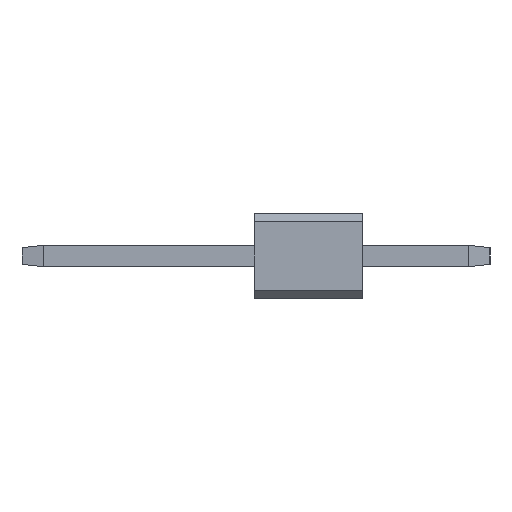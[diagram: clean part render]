
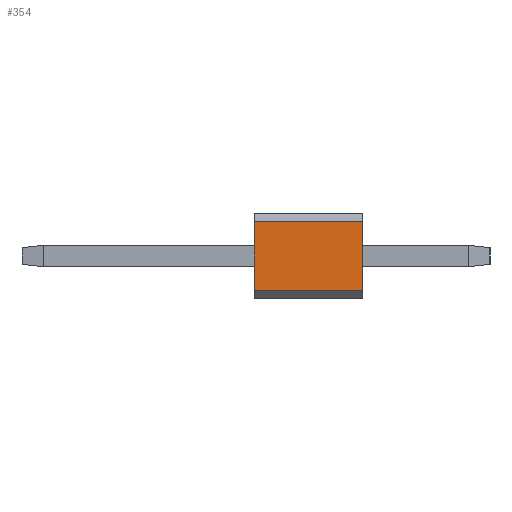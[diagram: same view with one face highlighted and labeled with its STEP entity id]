
A CAD part, left-side view. The second image highlights one B-rep face of the part: STEP entity #354.
In plain terms, the highlighted planar face has unit normal (-1, 0, 0).
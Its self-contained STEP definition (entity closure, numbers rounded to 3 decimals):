
#102 = CARTESIAN_POINT ( 'NONE',  ( -0.2, 0., -0.2 ) ) ;
#312 = ORIENTED_EDGE ( 'NONE', *, *, #340, .F. ) ;
#324 = VERTEX_POINT ( 'NONE', #625 ) ;
#325 = ORIENTED_EDGE ( 'NONE', *, *, #347, .T. ) ;
#330 = EDGE_CURVE ( 'NONE', #324, #336, #658, .T. ) ;
#336 = VERTEX_POINT ( 'NONE', #657 ) ;
#340 = EDGE_CURVE ( 'NONE', #324, #587, #685, .T. ) ;
#347 = EDGE_CURVE ( 'NONE', #336, #602, #785, .T. ) ;
#353 = EDGE_LOOP ( 'NONE', ( #325, #615, #312, #370 ) ) ;
#354 = ADVANCED_FACE ( 'NONE', ( #751 ), #713, .F. ) ;
#370 = ORIENTED_EDGE ( 'NONE', *, *, #330, .T. ) ;
#584 = EDGE_CURVE ( 'NONE', #587, #602, #1033, .T. ) ;
#587 = VERTEX_POINT ( 'NONE', #1036 ) ;
#602 = VERTEX_POINT ( 'NONE', #102 ) ;
#615 = ORIENTED_EDGE ( 'NONE', *, *, #584, .F. ) ;
#624 = VECTOR ( 'NONE', #632, 1000. ) ;
#625 = CARTESIAN_POINT ( 'NONE',  ( -0.2, 2.54, -1.8 ) ) ;
#629 = VECTOR ( 'NONE', #637, 1000. ) ;
#632 = DIRECTION ( 'NONE',  ( 0., -1., 0. ) ) ;
#633 = CARTESIAN_POINT ( 'NONE',  ( -0.2, 2.54, -1.8 ) ) ;
#637 = DIRECTION ( 'NONE',  ( 0., 0., 1. ) ) ;
#638 = CARTESIAN_POINT ( 'NONE',  ( -0.2, 2.54, -1.8 ) ) ;
#657 = CARTESIAN_POINT ( 'NONE',  ( -0.2, 0., -1.8 ) ) ;
#658 = LINE ( 'NONE', #633, #624 ) ;
#685 = LINE ( 'NONE', #638, #629 ) ;
#713 = PLANE ( 'NONE',  #763 ) ;
#729 = DIRECTION ( 'NONE',  ( 0., 0., 1. ) ) ;
#742 = DIRECTION ( 'NONE',  ( 1., 0., 0. ) ) ;
#751 = FACE_OUTER_BOUND ( 'NONE', #353, .T. ) ;
#753 = CARTESIAN_POINT ( 'NONE',  ( -0.2, 2.54, -1.8 ) ) ;
#760 = CARTESIAN_POINT ( 'NONE',  ( -0.2, 0., -1.8 ) ) ;
#763 = AXIS2_PLACEMENT_3D ( 'NONE', #753, #742, #776 ) ;
#776 = DIRECTION ( 'NONE',  ( 0., 0., -1. ) ) ;
#778 = VECTOR ( 'NONE', #729, 1000. ) ;
#785 = LINE ( 'NONE', #760, #778 ) ;
#1033 = LINE ( 'NONE', #1070, #1062 ) ;
#1036 = CARTESIAN_POINT ( 'NONE',  ( -0.2, 2.54, -0.2 ) ) ;
#1048 = DIRECTION ( 'NONE',  ( 0., -1., 0. ) ) ;
#1062 = VECTOR ( 'NONE', #1048, 1000. ) ;
#1070 = CARTESIAN_POINT ( 'NONE',  ( -0.2, 2.54, -0.2 ) ) ;
